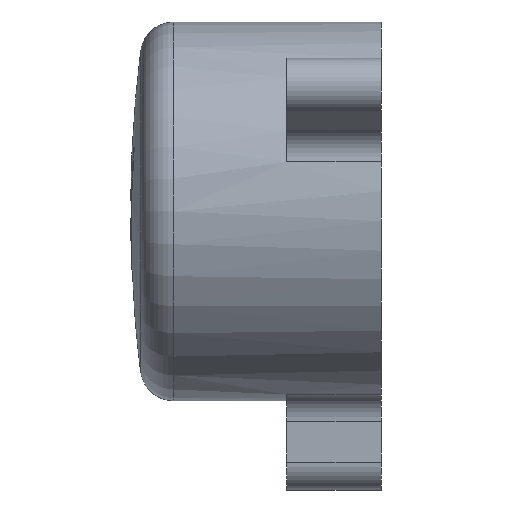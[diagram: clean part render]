
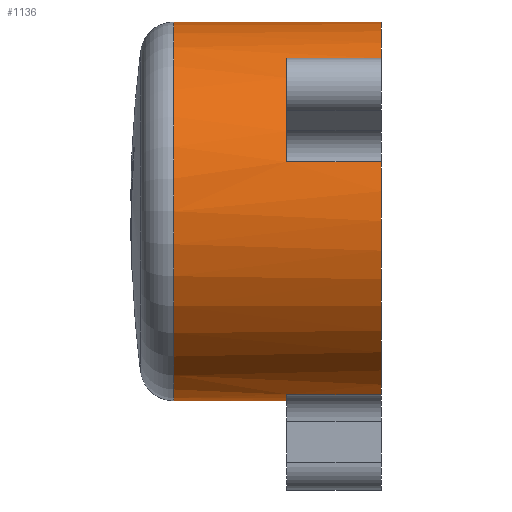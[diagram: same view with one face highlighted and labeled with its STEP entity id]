
A CAD part, left-side view. The second image highlights one B-rep face of the part: STEP entity #1136.
In plain terms, the highlighted cylindrical face has radius 3.4 mm (diameter 6.8 mm), a partial arc.
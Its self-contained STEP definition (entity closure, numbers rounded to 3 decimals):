
#16 = CARTESIAN_POINT ( 'NONE',  ( -0.872, 1.7, -3.286 ) ) ;
#18 = EDGE_LOOP ( 'NONE', ( #1001, #360, #866, #1308, #805, #956, #225, #380, #1117, #141 ) ) ;
#19 = VECTOR ( 'NONE', #445, 1000. ) ;
#42 = VECTOR ( 'NONE', #640, 1000. ) ;
#72 = EDGE_CURVE ( 'NONE', #1037, #157, #465, .T. ) ;
#108 = DIRECTION ( 'NONE',  ( 0., -1., 0. ) ) ;
#124 = DIRECTION ( 'NONE',  ( 0.866, 0., -0.5 ) ) ;
#134 = VERTEX_POINT ( 'NONE', #977 ) ;
#135 = EDGE_CURVE ( 'NONE', #1033, #157, #851, .T. ) ;
#141 = ORIENTED_EDGE ( 'NONE', *, *, #258, .T. ) ;
#157 = VERTEX_POINT ( 'NONE', #523 ) ;
#166 = DIRECTION ( 'NONE',  ( 0., 0., 1. ) ) ;
#177 = EDGE_CURVE ( 'NONE', #1395, #889, #736, .T. ) ;
#185 = CARTESIAN_POINT ( 'NONE',  ( 0., 0., 3.4 ) ) ;
#209 = DIRECTION ( 'NONE',  ( 0., -1., 0. ) ) ;
#225 = ORIENTED_EDGE ( 'NONE', *, *, #891, .T. ) ;
#258 = EDGE_CURVE ( 'NONE', #999, #889, #438, .T. ) ;
#280 = AXIS2_PLACEMENT_3D ( 'NONE', #1351, #555, #364 ) ;
#288 = CARTESIAN_POINT ( 'NONE',  ( -3.282, 0., 0.888 ) ) ;
#328 = CIRCLE ( 'NONE', #467, 3.4 ) ;
#360 = ORIENTED_EDGE ( 'NONE', *, *, #513, .T. ) ;
#364 = DIRECTION ( 'NONE',  ( 0., 0., 1. ) ) ;
#380 = ORIENTED_EDGE ( 'NONE', *, *, #1063, .F. ) ;
#431 = DIRECTION ( 'NONE',  ( 0., -1., 0. ) ) ;
#438 = CIRCLE ( 'NONE', #280, 3.4 ) ;
#445 = DIRECTION ( 'NONE',  ( 0., -1., 0. ) ) ;
#460 = CARTESIAN_POINT ( 'NONE',  ( 0., 3.726, -3.4 ) ) ;
#465 = CIRCLE ( 'NONE', #738, 3.4 ) ;
#467 = AXIS2_PLACEMENT_3D ( 'NONE', #735, #431, #541 ) ;
#469 = LINE ( 'NONE', #573, #19 ) ;
#509 = VECTOR ( 'NONE', #108, 1000. ) ;
#510 = VERTEX_POINT ( 'NONE', #958 ) ;
#511 = LINE ( 'NONE', #1190, #581 ) ;
#513 = EDGE_CURVE ( 'NONE', #1395, #1033, #328, .T. ) ;
#523 = CARTESIAN_POINT ( 'NONE',  ( 0., 1.7, -3.4 ) ) ;
#541 = DIRECTION ( 'NONE',  ( 0., 0., -1. ) ) ;
#555 = DIRECTION ( 'NONE',  ( 0., 1., 0. ) ) ;
#560 = CARTESIAN_POINT ( 'NONE',  ( 0., 1.7, 0. ) ) ;
#573 = CARTESIAN_POINT ( 'NONE',  ( -2.41, 4.5, 2.398 ) ) ;
#581 = VECTOR ( 'NONE', #1184, 1000. ) ;
#606 = CIRCLE ( 'NONE', #1108, 3.4 ) ;
#611 = CARTESIAN_POINT ( 'NONE',  ( 0., 0., 0. ) ) ;
#637 = DIRECTION ( 'NONE',  ( 0., 0., 1. ) ) ;
#640 = DIRECTION ( 'NONE',  ( 0., 1., 0. ) ) ;
#719 = DIRECTION ( 'NONE',  ( 0., -1., 0. ) ) ;
#735 = CARTESIAN_POINT ( 'NONE',  ( 0., 3.726, 0. ) ) ;
#736 = LINE ( 'NONE', #1172, #924 ) ;
#738 = AXIS2_PLACEMENT_3D ( 'NONE', #753, #209, #637 ) ;
#753 = CARTESIAN_POINT ( 'NONE',  ( 0., 1.7, 0. ) ) ;
#763 = DIRECTION ( 'NONE',  ( 0., -1., 0. ) ) ;
#805 = ORIENTED_EDGE ( 'NONE', *, *, #944, .T. ) ;
#808 = DIRECTION ( 'NONE',  ( 0., 1., 0. ) ) ;
#830 = EDGE_CURVE ( 'NONE', #134, #1327, #949, .T. ) ;
#844 = CARTESIAN_POINT ( 'NONE',  ( -3.282, 4.5, 0.888 ) ) ;
#851 = LINE ( 'NONE', #1305, #509 ) ;
#866 = ORIENTED_EDGE ( 'NONE', *, *, #135, .T. ) ;
#889 = VERTEX_POINT ( 'NONE', #185 ) ;
#891 = EDGE_CURVE ( 'NONE', #1327, #510, #1282, .T. ) ;
#924 = VECTOR ( 'NONE', #1077, 1000. ) ;
#944 = EDGE_CURVE ( 'NONE', #1037, #134, #511, .T. ) ;
#949 = CIRCLE ( 'NONE', #1293, 3.4 ) ;
#956 = ORIENTED_EDGE ( 'NONE', *, *, #830, .T. ) ;
#958 = CARTESIAN_POINT ( 'NONE',  ( -3.282, 1.7, 0.888 ) ) ;
#977 = CARTESIAN_POINT ( 'NONE',  ( -0.872, 0., -3.286 ) ) ;
#978 = CARTESIAN_POINT ( 'NONE',  ( 0., 3.726, 3.4 ) ) ;
#999 = VERTEX_POINT ( 'NONE', #1000 ) ;
#1000 = CARTESIAN_POINT ( 'NONE',  ( -2.41, 0., 2.398 ) ) ;
#1001 = ORIENTED_EDGE ( 'NONE', *, *, #177, .F. ) ;
#1033 = VERTEX_POINT ( 'NONE', #460 ) ;
#1035 = CYLINDRICAL_SURFACE ( 'NONE', #1295, 3.4 ) ;
#1037 = VERTEX_POINT ( 'NONE', #16 ) ;
#1046 = EDGE_CURVE ( 'NONE', #1336, #999, #469, .T. ) ;
#1047 = DIRECTION ( 'NONE',  ( 0., 0., -1. ) ) ;
#1063 = EDGE_CURVE ( 'NONE', #1336, #510, #606, .T. ) ;
#1077 = DIRECTION ( 'NONE',  ( 0., -1., 0. ) ) ;
#1108 = AXIS2_PLACEMENT_3D ( 'NONE', #560, #763, #124 ) ;
#1117 = ORIENTED_EDGE ( 'NONE', *, *, #1046, .T. ) ;
#1136 = ADVANCED_FACE ( 'NONE', ( #1248 ), #1035, .T. ) ;
#1155 = CARTESIAN_POINT ( 'NONE',  ( 0., 4.5, 0. ) ) ;
#1172 = CARTESIAN_POINT ( 'NONE',  ( 0., 4.5, 3.4 ) ) ;
#1184 = DIRECTION ( 'NONE',  ( 0., -1., 0. ) ) ;
#1190 = CARTESIAN_POINT ( 'NONE',  ( -0.872, 4.5, -3.286 ) ) ;
#1248 = FACE_OUTER_BOUND ( 'NONE', #18, .T. ) ;
#1282 = LINE ( 'NONE', #844, #42 ) ;
#1293 = AXIS2_PLACEMENT_3D ( 'NONE', #611, #808, #166 ) ;
#1295 = AXIS2_PLACEMENT_3D ( 'NONE', #1155, #719, #1047 ) ;
#1305 = CARTESIAN_POINT ( 'NONE',  ( 0., 4.5, -3.4 ) ) ;
#1308 = ORIENTED_EDGE ( 'NONE', *, *, #72, .F. ) ;
#1327 = VERTEX_POINT ( 'NONE', #288 ) ;
#1336 = VERTEX_POINT ( 'NONE', #1407 ) ;
#1351 = CARTESIAN_POINT ( 'NONE',  ( 0., 0., 0. ) ) ;
#1395 = VERTEX_POINT ( 'NONE', #978 ) ;
#1407 = CARTESIAN_POINT ( 'NONE',  ( -2.41, 1.7, 2.398 ) ) ;
